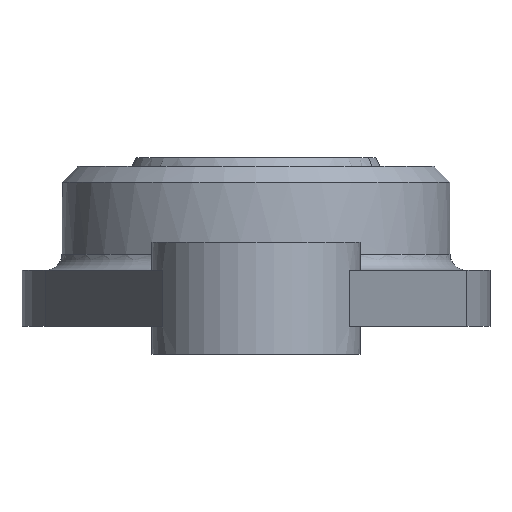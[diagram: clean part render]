
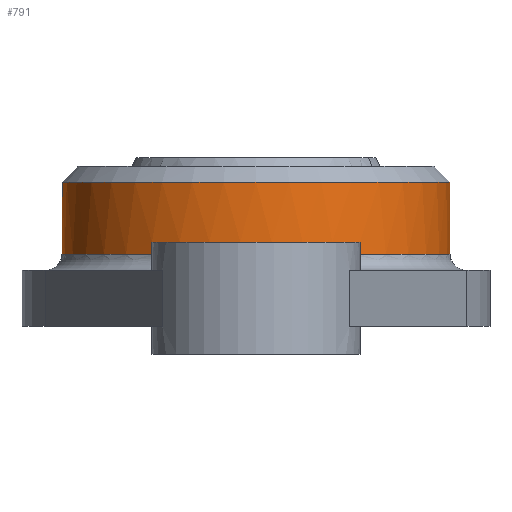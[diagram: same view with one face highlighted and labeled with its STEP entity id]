
A CAD part, left-side view. The second image highlights one B-rep face of the part: STEP entity #791.
In plain terms, the highlighted cylindrical face has radius 24.25 mm (diameter 48.5 mm), a full revolution.
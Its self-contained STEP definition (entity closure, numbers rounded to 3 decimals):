
#64=FACE_BOUND('',#132,.T.);
#85=FACE_OUTER_BOUND('',#131,.T.);
#131=EDGE_LOOP('',(#585,#586,#587,#588,#589,#590,#591,#592));
#132=EDGE_LOOP('',(#593));
#201=LINE('',#1328,#265);
#202=LINE('',#1332,#266);
#203=LINE('',#1336,#267);
#204=LINE('',#1339,#268);
#265=VECTOR('',#1064,1.);
#266=VECTOR('',#1067,1.);
#267=VECTOR('',#1070,1.);
#268=VECTOR('',#1073,1.);
#332=CIRCLE('',#923,24.25);
#333=CIRCLE('',#924,24.25);
#334=CIRCLE('',#925,24.25);
#335=CIRCLE('',#926,24.25);
#336=CIRCLE('',#927,24.25);
#391=VERTEX_POINT('',#1324);
#392=VERTEX_POINT('',#1325);
#393=VERTEX_POINT('',#1327);
#394=VERTEX_POINT('',#1329);
#395=VERTEX_POINT('',#1331);
#396=VERTEX_POINT('',#1333);
#397=VERTEX_POINT('',#1335);
#398=VERTEX_POINT('',#1337);
#399=VERTEX_POINT('',#1340);
#470=EDGE_CURVE('',#391,#392,#332,.T.);
#471=EDGE_CURVE('',#393,#391,#201,.T.);
#472=EDGE_CURVE('',#394,#393,#333,.T.);
#473=EDGE_CURVE('',#395,#394,#202,.T.);
#474=EDGE_CURVE('',#396,#395,#334,.T.);
#475=EDGE_CURVE('',#397,#396,#203,.T.);
#476=EDGE_CURVE('',#398,#397,#335,.T.);
#477=EDGE_CURVE('',#392,#398,#204,.T.);
#478=EDGE_CURVE('',#399,#399,#336,.T.);
#585=ORIENTED_EDGE('',*,*,#470,.F.);
#586=ORIENTED_EDGE('',*,*,#471,.F.);
#587=ORIENTED_EDGE('',*,*,#472,.F.);
#588=ORIENTED_EDGE('',*,*,#473,.F.);
#589=ORIENTED_EDGE('',*,*,#474,.F.);
#590=ORIENTED_EDGE('',*,*,#475,.F.);
#591=ORIENTED_EDGE('',*,*,#476,.F.);
#592=ORIENTED_EDGE('',*,*,#477,.F.);
#593=ORIENTED_EDGE('',*,*,#478,.T.);
#778=CYLINDRICAL_SURFACE('',#922,24.25);
#791=ADVANCED_FACE('',(#85,#64),#778,.T.);
#922=AXIS2_PLACEMENT_3D('',#1323,#1060,#1061);
#923=AXIS2_PLACEMENT_3D('',#1326,#1062,#1063);
#924=AXIS2_PLACEMENT_3D('',#1330,#1065,#1066);
#925=AXIS2_PLACEMENT_3D('',#1334,#1068,#1069);
#926=AXIS2_PLACEMENT_3D('',#1338,#1071,#1072);
#927=AXIS2_PLACEMENT_3D('',#1341,#1074,#1075);
#1060=DIRECTION('center_axis',(0.,0.,-1.));
#1061=DIRECTION('ref_axis',(1.,0.,0.));
#1062=DIRECTION('center_axis',(0.,0.,-1.));
#1063=DIRECTION('ref_axis',(1.,0.,0.));
#1064=DIRECTION('',(0.,0.,1.));
#1065=DIRECTION('center_axis',(0.,0.,-1.));
#1066=DIRECTION('ref_axis',(1.,0.,0.));
#1067=DIRECTION('',(0.,0.,-1.));
#1068=DIRECTION('center_axis',(0.,0.,-1.));
#1069=DIRECTION('ref_axis',(1.,0.,0.));
#1070=DIRECTION('',(0.,0.,1.));
#1071=DIRECTION('center_axis',(0.,0.,-1.));
#1072=DIRECTION('ref_axis',(1.,0.,0.));
#1073=DIRECTION('',(0.,0.,-1.));
#1074=DIRECTION('center_axis',(0.,0.,-1.));
#1075=DIRECTION('ref_axis',(1.,0.,0.));
#1323=CARTESIAN_POINT('Origin',(0.,0.,17.003));
#1324=CARTESIAN_POINT('',(-20.471,-13.,14.));
#1325=CARTESIAN_POINT('',(-20.471,13.,14.));
#1326=CARTESIAN_POINT('Origin',(0.,0.,14.));
#1327=CARTESIAN_POINT('',(-20.471,-13.,12.5));
#1328=CARTESIAN_POINT('',(-20.471,-13.,12.25));
#1329=CARTESIAN_POINT('',(20.471,-13.,12.5));
#1330=CARTESIAN_POINT('Origin',(0.,0.,12.5));
#1331=CARTESIAN_POINT('',(20.471,-13.,14.));
#1332=CARTESIAN_POINT('',(20.471,-13.,12.25));
#1333=CARTESIAN_POINT('',(20.471,13.,14.));
#1334=CARTESIAN_POINT('Origin',(0.,0.,14.));
#1335=CARTESIAN_POINT('',(20.471,13.,12.5));
#1336=CARTESIAN_POINT('',(20.471,13.,12.25));
#1337=CARTESIAN_POINT('',(-20.471,13.,12.5));
#1338=CARTESIAN_POINT('Origin',(0.,0.,12.5));
#1339=CARTESIAN_POINT('',(-20.471,13.,12.25));
#1340=CARTESIAN_POINT('',(-24.25,0.,21.505));
#1341=CARTESIAN_POINT('Origin',(0.,0.,21.505));
